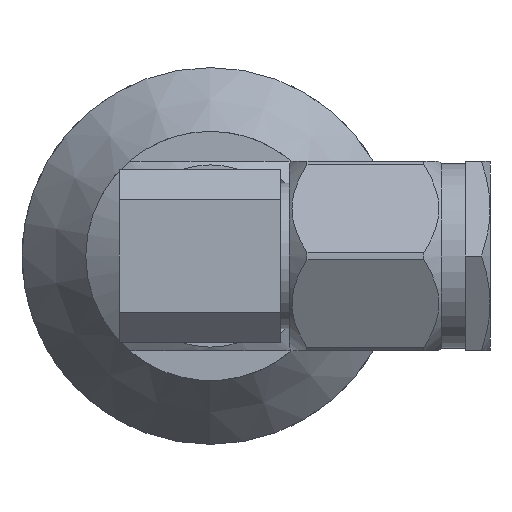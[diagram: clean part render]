
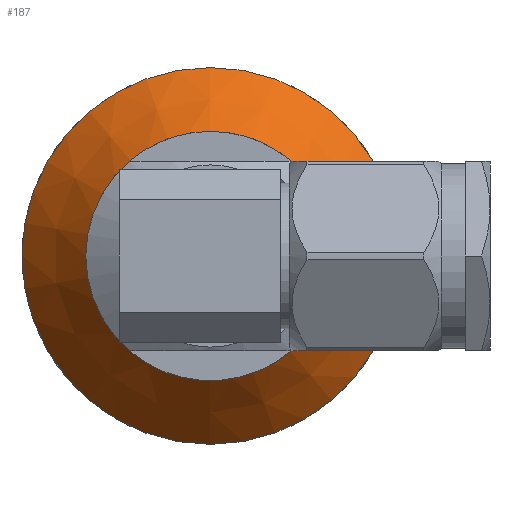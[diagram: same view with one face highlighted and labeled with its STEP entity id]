
A CAD part, left-side view. The second image highlights one B-rep face of the part: STEP entity #187.
In plain terms, the highlighted conical face has half-angle 38.145 degrees and reference radius 7.874 mm.
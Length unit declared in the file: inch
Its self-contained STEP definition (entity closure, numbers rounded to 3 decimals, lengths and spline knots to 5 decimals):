
#187 = ADVANCED_FACE ( 'NONE', ( #3612, #764 ), #1388, .T. ) ;
#201 = CARTESIAN_POINT ( 'NONE',  ( -0.8063, 0., 0. ) ) ;
#230 = ORIENTED_EDGE ( 'NONE', *, *, #3780, .F. ) ;
#408 = CIRCLE ( 'NONE', #2234, 0.31 ) ;
#413 = CIRCLE ( 'NONE', #1982, 0.205 ) ;
#764 = FACE_OUTER_BOUND ( 'NONE', #2584, .T. ) ;
#985 = EDGE_LOOP ( 'NONE', ( #230 ) ) ;
#1090 = DIRECTION ( 'NONE',  ( 1., 0., 0. ) ) ;
#1388 = CONICAL_SURFACE ( 'NONE', #2700, 0.31, 0.666 ) ;
#1546 = VERTEX_POINT ( 'NONE', #1829 ) ;
#1563 = VERTEX_POINT ( 'NONE', #3704 ) ;
#1829 = CARTESIAN_POINT ( 'NONE',  ( -0.8063, 0., 0.31 ) ) ;
#1930 = ORIENTED_EDGE ( 'NONE', *, *, #3537, .T. ) ;
#1982 = AXIS2_PLACEMENT_3D ( 'NONE', #2288, #2270, #2597 ) ;
#2027 = DIRECTION ( 'NONE',  ( 0., 0., 1. ) ) ;
#2234 = AXIS2_PLACEMENT_3D ( 'NONE', #201, #3046, #2027 ) ;
#2270 = DIRECTION ( 'NONE',  ( -1., 0., 0. ) ) ;
#2288 = CARTESIAN_POINT ( 'NONE',  ( -0.94, 0., 0. ) ) ;
#2338 = CARTESIAN_POINT ( 'NONE',  ( -0.8063, 0., 0. ) ) ;
#2584 = EDGE_LOOP ( 'NONE', ( #1930 ) ) ;
#2597 = DIRECTION ( 'NONE',  ( 0., 0., 1. ) ) ;
#2700 = AXIS2_PLACEMENT_3D ( 'NONE', #2338, #1090, #3269 ) ;
#3046 = DIRECTION ( 'NONE',  ( -1., 0., 0. ) ) ;
#3269 = DIRECTION ( 'NONE',  ( 0., 0., -1. ) ) ;
#3537 = EDGE_CURVE ( 'NONE', #1546, #1546, #408, .T. ) ;
#3612 = FACE_BOUND ( 'NONE', #985, .T. ) ;
#3704 = CARTESIAN_POINT ( 'NONE',  ( -0.94, 0., 0.205 ) ) ;
#3780 = EDGE_CURVE ( 'NONE', #1563, #1563, #413, .T. ) ;
